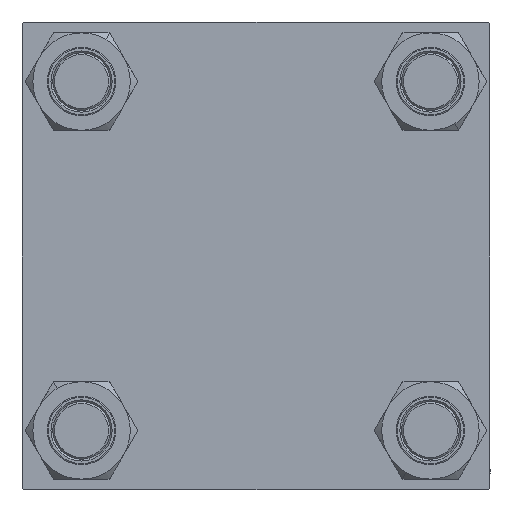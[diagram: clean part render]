
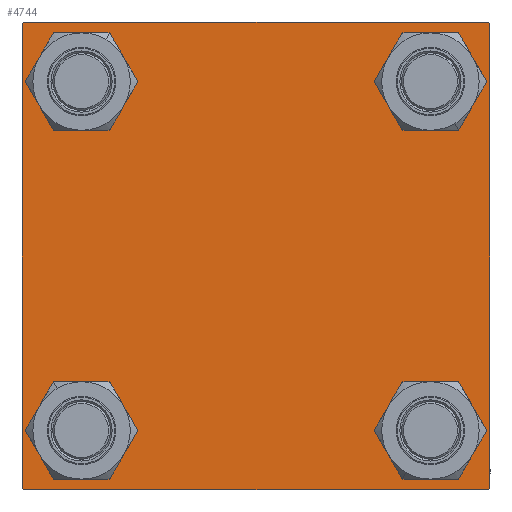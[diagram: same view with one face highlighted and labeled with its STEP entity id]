
A CAD part, left-side view. The second image highlights one B-rep face of the part: STEP entity #4744.
In plain terms, the highlighted planar face has unit normal (-1, 0, 0).
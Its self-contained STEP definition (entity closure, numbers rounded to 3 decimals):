
#126 = ORIENTED_EDGE ( 'NONE', *, *, #40753, .T. ) ;
#254 = EDGE_CURVE ( 'NONE', #696, #5382, #3405, .T. ) ;
#696 = VERTEX_POINT ( 'NONE', #19876 ) ;
#986 = VECTOR ( 'NONE', #37916, 1000. ) ;
#1050 = DIRECTION ( 'NONE',  ( 0., 0., 1. ) ) ;
#1676 = LINE ( 'NONE', #33002, #29730 ) ;
#1723 = DIRECTION ( 'NONE',  ( 1., 0., 0. ) ) ;
#1891 = EDGE_CURVE ( 'NONE', #19855, #29148, #45383, .T. ) ;
#2223 = CARTESIAN_POINT ( 'NONE',  ( 0., -64.75, 64.75 ) ) ;
#3110 = FACE_BOUND ( 'NONE', #20245, .T. ) ;
#3405 = CIRCLE ( 'NONE', #4215, 8.5 ) ;
#3873 = PLANE ( 'NONE',  #48677 ) ;
#3964 = CARTESIAN_POINT ( 'NONE',  ( 0., 48.45, 39.95 ) ) ;
#4215 = AXIS2_PLACEMENT_3D ( 'NONE', #39523, #1723, #16895 ) ;
#4426 = VERTEX_POINT ( 'NONE', #7270 ) ;
#4708 = CIRCLE ( 'NONE', #26056, 8.5 ) ;
#4744 = ADVANCED_FACE ( 'NONE', ( #26985, #3110, #38056, #19031, #18786 ), #3873, .T. ) ;
#5382 = VERTEX_POINT ( 'NONE', #48373 ) ;
#5849 = LINE ( 'NONE', #9963, #43756 ) ;
#6025 = ORIENTED_EDGE ( 'NONE', *, *, #8976, .T. ) ;
#6669 = CIRCLE ( 'NONE', #20646, 8.5 ) ;
#7240 = VERTEX_POINT ( 'NONE', #43003 ) ;
#7270 = CARTESIAN_POINT ( 'NONE',  ( 0., -48.45, -56.95 ) ) ;
#7820 = VERTEX_POINT ( 'NONE', #46979 ) ;
#7842 = DIRECTION ( 'NONE',  ( 1., 0., 0. ) ) ;
#7952 = CARTESIAN_POINT ( 'NONE',  ( 0., 65., -64.5 ) ) ;
#8014 = VECTOR ( 'NONE', #46085, 1000. ) ;
#8467 = AXIS2_PLACEMENT_3D ( 'NONE', #50189, #15006, #11160 ) ;
#8836 = CARTESIAN_POINT ( 'NONE',  ( 0., 48.45, 48.45 ) ) ;
#8976 = EDGE_CURVE ( 'NONE', #4426, #13735, #6669, .T. ) ;
#9311 = AXIS2_PLACEMENT_3D ( 'NONE', #36342, #7842, #16321 ) ;
#9317 = VECTOR ( 'NONE', #9736, 1000. ) ;
#9350 = CIRCLE ( 'NONE', #41382, 8.5 ) ;
#9621 = LINE ( 'NONE', #48417, #40531 ) ;
#9736 = DIRECTION ( 'NONE',  ( 0., -1., 0. ) ) ;
#9963 = CARTESIAN_POINT ( 'NONE',  ( 0., -65., 65. ) ) ;
#9975 = CIRCLE ( 'NONE', #38681, 8.5 ) ;
#10681 = DIRECTION ( 'NONE',  ( 0., 0.707, 0.707 ) ) ;
#10982 = EDGE_CURVE ( 'NONE', #38300, #11766, #1676, .T. ) ;
#11160 = DIRECTION ( 'NONE',  ( 0., 0., 1. ) ) ;
#11750 = LINE ( 'NONE', #23809, #33868 ) ;
#11766 = VERTEX_POINT ( 'NONE', #48327 ) ;
#11871 = ORIENTED_EDGE ( 'NONE', *, *, #13037, .T. ) ;
#12032 = ORIENTED_EDGE ( 'NONE', *, *, #34954, .T. ) ;
#12974 = ORIENTED_EDGE ( 'NONE', *, *, #16896, .T. ) ;
#13037 = EDGE_CURVE ( 'NONE', #7820, #7240, #9975, .T. ) ;
#13340 = LINE ( 'NONE', #41327, #9317 ) ;
#13735 = VERTEX_POINT ( 'NONE', #49197 ) ;
#13929 = VERTEX_POINT ( 'NONE', #18859 ) ;
#14037 = CARTESIAN_POINT ( 'NONE',  ( 0., 65., 65. ) ) ;
#14269 = ORIENTED_EDGE ( 'NONE', *, *, #39432, .T. ) ;
#15006 = DIRECTION ( 'NONE',  ( 1., 0., 0. ) ) ;
#15115 = EDGE_LOOP ( 'NONE', ( #20989, #23075 ) ) ;
#15851 = CIRCLE ( 'NONE', #8467, 8.5 ) ;
#16321 = DIRECTION ( 'NONE',  ( 0., 0., 1. ) ) ;
#16356 = DIRECTION ( 'NONE',  ( 0., 0., -1. ) ) ;
#16464 = DIRECTION ( 'NONE',  ( 1., 0., 0. ) ) ;
#16735 = CARTESIAN_POINT ( 'NONE',  ( 0., -64.5, 65. ) ) ;
#16895 = DIRECTION ( 'NONE',  ( 0., 0., 1. ) ) ;
#16896 = EDGE_CURVE ( 'NONE', #17780, #13929, #15851, .T. ) ;
#17440 = EDGE_CURVE ( 'NONE', #31125, #11766, #5849, .T. ) ;
#17507 = AXIS2_PLACEMENT_3D ( 'NONE', #8836, #24502, #40186 ) ;
#17780 = VERTEX_POINT ( 'NONE', #3964 ) ;
#18786 = FACE_OUTER_BOUND ( 'NONE', #46269, .T. ) ;
#18859 = CARTESIAN_POINT ( 'NONE',  ( 0., 48.45, 56.95 ) ) ;
#19031 = FACE_BOUND ( 'NONE', #30949, .T. ) ;
#19089 = CARTESIAN_POINT ( 'NONE',  ( 0., 65., 64.5 ) ) ;
#19395 = EDGE_CURVE ( 'NONE', #5382, #696, #9350, .T. ) ;
#19453 = DIRECTION ( 'NONE',  ( 1., 0., 0. ) ) ;
#19855 = VERTEX_POINT ( 'NONE', #43357 ) ;
#19876 = CARTESIAN_POINT ( 'NONE',  ( 0., -48.45, 39.95 ) ) ;
#20245 = EDGE_LOOP ( 'NONE', ( #14269, #6025 ) ) ;
#20646 = AXIS2_PLACEMENT_3D ( 'NONE', #23801, #19453, #39476 ) ;
#20697 = ORIENTED_EDGE ( 'NONE', *, *, #49830, .T. ) ;
#20853 = VERTEX_POINT ( 'NONE', #25340 ) ;
#20900 = EDGE_CURVE ( 'NONE', #31125, #29148, #30197, .T. ) ;
#20989 = ORIENTED_EDGE ( 'NONE', *, *, #19395, .T. ) ;
#21002 = ORIENTED_EDGE ( 'NONE', *, *, #31899, .T. ) ;
#22433 = CIRCLE ( 'NONE', #9311, 8.5 ) ;
#23075 = ORIENTED_EDGE ( 'NONE', *, *, #254, .T. ) ;
#23801 = CARTESIAN_POINT ( 'NONE',  ( 0., -48.45, -48.45 ) ) ;
#23809 = CARTESIAN_POINT ( 'NONE',  ( 0., 65., 65. ) ) ;
#24502 = DIRECTION ( 'NONE',  ( 1., 0., 0. ) ) ;
#25340 = CARTESIAN_POINT ( 'NONE',  ( 0., 64.5, -65. ) ) ;
#25878 = DIRECTION ( 'NONE',  ( 0., 0., -1. ) ) ;
#26016 = VERTEX_POINT ( 'NONE', #7952 ) ;
#26056 = AXIS2_PLACEMENT_3D ( 'NONE', #29154, #32749, #41240 ) ;
#26985 = FACE_BOUND ( 'NONE', #15115, .T. ) ;
#27055 = CARTESIAN_POINT ( 'NONE',  ( 0., 64.75, 64.75 ) ) ;
#29148 = VERTEX_POINT ( 'NONE', #16735 ) ;
#29154 = CARTESIAN_POINT ( 'NONE',  ( 0., 48.45, -48.45 ) ) ;
#29307 = ORIENTED_EDGE ( 'NONE', *, *, #17440, .F. ) ;
#29730 = VECTOR ( 'NONE', #40744, 1000. ) ;
#30197 = LINE ( 'NONE', #2223, #39760 ) ;
#30886 = ORIENTED_EDGE ( 'NONE', *, *, #20900, .T. ) ;
#30949 = EDGE_LOOP ( 'NONE', ( #49799, #12974 ) ) ;
#31125 = VERTEX_POINT ( 'NONE', #31259 ) ;
#31259 = CARTESIAN_POINT ( 'NONE',  ( 0., -65., 64.5 ) ) ;
#31899 = EDGE_CURVE ( 'NONE', #7240, #7820, #4708, .T. ) ;
#32112 = DIRECTION ( 'NONE',  ( 0., 0., 1. ) ) ;
#32387 = DIRECTION ( 'NONE',  ( 1., 0., 0. ) ) ;
#32749 = DIRECTION ( 'NONE',  ( 1., 0., 0. ) ) ;
#32890 = CARTESIAN_POINT ( 'NONE',  ( 0., -48.45, 48.45 ) ) ;
#33002 = CARTESIAN_POINT ( 'NONE',  ( 0., -64.75, -64.75 ) ) ;
#33868 = VECTOR ( 'NONE', #16356, 1000. ) ;
#34954 = EDGE_CURVE ( 'NONE', #41022, #26016, #11750, .T. ) ;
#35217 = CARTESIAN_POINT ( 'NONE',  ( 0., 0., 0. ) ) ;
#35480 = EDGE_CURVE ( 'NONE', #13929, #17780, #39653, .T. ) ;
#35761 = EDGE_CURVE ( 'NONE', #20853, #38300, #13340, .T. ) ;
#36081 = ORIENTED_EDGE ( 'NONE', *, *, #35761, .T. ) ;
#36342 = CARTESIAN_POINT ( 'NONE',  ( 0., -48.45, -48.45 ) ) ;
#37916 = DIRECTION ( 'NONE',  ( 0., -1., 0. ) ) ;
#38056 = FACE_BOUND ( 'NONE', #39326, .T. ) ;
#38300 = VERTEX_POINT ( 'NONE', #38509 ) ;
#38509 = CARTESIAN_POINT ( 'NONE',  ( 0., -64.5, -65. ) ) ;
#38681 = AXIS2_PLACEMENT_3D ( 'NONE', #42497, #16464, #32112 ) ;
#39326 = EDGE_LOOP ( 'NONE', ( #21002, #11871 ) ) ;
#39432 = EDGE_CURVE ( 'NONE', #13735, #4426, #22433, .T. ) ;
#39476 = DIRECTION ( 'NONE',  ( 0., 0., 1. ) ) ;
#39523 = CARTESIAN_POINT ( 'NONE',  ( 0., -48.45, 48.45 ) ) ;
#39653 = CIRCLE ( 'NONE', #17507, 8.5 ) ;
#39760 = VECTOR ( 'NONE', #10681, 1000. ) ;
#40186 = DIRECTION ( 'NONE',  ( 0., 0., 1. ) ) ;
#40531 = VECTOR ( 'NONE', #45070, 1000. ) ;
#40744 = DIRECTION ( 'NONE',  ( 0., -0.707, 0.707 ) ) ;
#40753 = EDGE_CURVE ( 'NONE', #26016, #20853, #9621, .T. ) ;
#41022 = VERTEX_POINT ( 'NONE', #19089 ) ;
#41240 = DIRECTION ( 'NONE',  ( 0., 0., 1. ) ) ;
#41327 = CARTESIAN_POINT ( 'NONE',  ( 0., 65., -65. ) ) ;
#41382 = AXIS2_PLACEMENT_3D ( 'NONE', #32890, #32387, #1050 ) ;
#42424 = DIRECTION ( 'NONE',  ( 0., 0., 1. ) ) ;
#42497 = CARTESIAN_POINT ( 'NONE',  ( 0., 48.45, -48.45 ) ) ;
#42674 = DIRECTION ( 'NONE',  ( -1., 0., 0. ) ) ;
#43003 = CARTESIAN_POINT ( 'NONE',  ( 0., 48.45, -39.95 ) ) ;
#43357 = CARTESIAN_POINT ( 'NONE',  ( 0., 64.5, 65. ) ) ;
#43756 = VECTOR ( 'NONE', #25878, 1000. ) ;
#45070 = DIRECTION ( 'NONE',  ( 0., -0.707, -0.707 ) ) ;
#45383 = LINE ( 'NONE', #14037, #986 ) ;
#46085 = DIRECTION ( 'NONE',  ( 0., 0.707, -0.707 ) ) ;
#46269 = EDGE_LOOP ( 'NONE', ( #12032, #126, #36081, #50295, #29307, #30886, #48302, #20697 ) ) ;
#46979 = CARTESIAN_POINT ( 'NONE',  ( 0., 48.45, -56.95 ) ) ;
#48302 = ORIENTED_EDGE ( 'NONE', *, *, #1891, .F. ) ;
#48327 = CARTESIAN_POINT ( 'NONE',  ( 0., -65., -64.5 ) ) ;
#48373 = CARTESIAN_POINT ( 'NONE',  ( 0., -48.45, 56.95 ) ) ;
#48417 = CARTESIAN_POINT ( 'NONE',  ( 0., 64.75, -64.75 ) ) ;
#48677 = AXIS2_PLACEMENT_3D ( 'NONE', #35217, #42674, #42424 ) ;
#49197 = CARTESIAN_POINT ( 'NONE',  ( 0., -48.45, -39.95 ) ) ;
#49799 = ORIENTED_EDGE ( 'NONE', *, *, #35480, .T. ) ;
#49830 = EDGE_CURVE ( 'NONE', #19855, #41022, #50705, .T. ) ;
#50189 = CARTESIAN_POINT ( 'NONE',  ( 0., 48.45, 48.45 ) ) ;
#50295 = ORIENTED_EDGE ( 'NONE', *, *, #10982, .T. ) ;
#50705 = LINE ( 'NONE', #27055, #8014 ) ;
